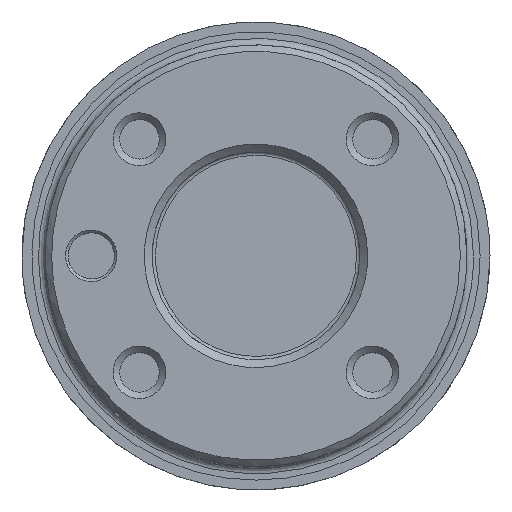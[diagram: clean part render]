
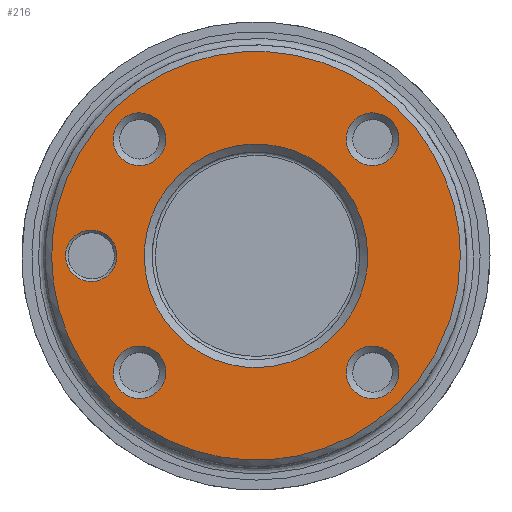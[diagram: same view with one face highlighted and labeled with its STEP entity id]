
A CAD part, top view. The second image highlights one B-rep face of the part: STEP entity #216.
In plain terms, the highlighted free-form (B-spline) face has degree [1, 1] with [2, 2] control points.
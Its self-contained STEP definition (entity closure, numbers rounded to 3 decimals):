
#164 = EDGE_CURVE('',#165,#165,#167,.T.);
#165 = VERTEX_POINT('',#166);
#166 = CARTESIAN_POINT('',(-22.116,0.,
    23.064));
#167 = ( BOUNDED_CURVE() B_SPLINE_CURVE(2,(#168,#169,#170,#171,#172,#173
,#174,#175,#176),.UNSPECIFIED.,.T.,.F.) B_SPLINE_CURVE_WITH_KNOTS((3,2,2
    ,2,3),(-3.142,-1.571,0.,1.571,
3.142),.UNSPECIFIED.) CURVE() GEOMETRIC_REPRESENTATION_ITEM() 
RATIONAL_B_SPLINE_CURVE((1.,0.707,1.,0.707,1.,
0.707,1.,0.707,1.)) REPRESENTATION_ITEM('') );
#168 = CARTESIAN_POINT('',(-22.116,0.,
    23.064));
#169 = CARTESIAN_POINT('',(-22.116,4.089,23.064
    ));
#170 = CARTESIAN_POINT('',(-26.204,4.089,23.064)
  );
#171 = CARTESIAN_POINT('',(-30.293,4.089,23.064
    ));
#172 = CARTESIAN_POINT('',(-30.293,0.,23.064));
#173 = CARTESIAN_POINT('',(-30.293,-4.089,
    23.064));
#174 = CARTESIAN_POINT('',(-26.204,-4.089,23.064
    ));
#175 = CARTESIAN_POINT('',(-22.116,-4.089,
    23.064));
#176 = CARTESIAN_POINT('',(-22.116,0.,
    23.064));
#216 = ADVANCED_FACE('',(#217,#233,#249,#265,#281,#297,#313),#316,.T.);
#217 = FACE_BOUND('',#218,.T.);
#218 = EDGE_LOOP('',(#219));
#219 = ORIENTED_EDGE('',*,*,#220,.F.);
#220 = EDGE_CURVE('',#221,#221,#223,.T.);
#221 = VERTEX_POINT('',#222);
#222 = CARTESIAN_POINT('',(32.499,0.,
    23.064));
#223 = ( BOUNDED_CURVE() B_SPLINE_CURVE(2,(#224,#225,#226,#227,#228,#229
,#230,#231,#232),.UNSPECIFIED.,.T.,.F.) B_SPLINE_CURVE_WITH_KNOTS((3,2,2
    ,2,3),(-3.142,-1.571,0.,1.571,
3.142),.UNSPECIFIED.) CURVE() GEOMETRIC_REPRESENTATION_ITEM() 
RATIONAL_B_SPLINE_CURVE((1.,0.707,1.,0.707,1.,
0.707,1.,0.707,1.)) REPRESENTATION_ITEM('') );
#224 = CARTESIAN_POINT('',(32.499,0.,
    23.064));
#225 = CARTESIAN_POINT('',(32.499,-32.499,
    23.064));
#226 = CARTESIAN_POINT('',(0.,-32.499,
    23.064));
#227 = CARTESIAN_POINT('',(-32.499,-32.499,
    23.064));
#228 = CARTESIAN_POINT('',(-32.499,0.,23.064));
#229 = CARTESIAN_POINT('',(-32.499,32.499,
    23.064));
#230 = CARTESIAN_POINT('',(0.,32.499,
    23.064));
#231 = CARTESIAN_POINT('',(32.499,32.499,
    23.064));
#232 = CARTESIAN_POINT('',(32.499,0.,
    23.064));
#233 = FACE_BOUND('',#234,.T.);
#234 = EDGE_LOOP('',(#235));
#235 = ORIENTED_EDGE('',*,*,#236,.F.);
#236 = EDGE_CURVE('',#237,#237,#239,.T.);
#237 = VERTEX_POINT('',#238);
#238 = CARTESIAN_POINT('',(-14.341,18.535,
    23.064));
#239 = ( BOUNDED_CURVE() B_SPLINE_CURVE(2,(#240,#241,#242,#243,#244,#245
,#246,#247,#248),.UNSPECIFIED.,.T.,.F.) B_SPLINE_CURVE_WITH_KNOTS((3,2,2
    ,2,3),(-3.142,-1.571,0.,1.571,
3.142),.UNSPECIFIED.) CURVE() GEOMETRIC_REPRESENTATION_ITEM() 
RATIONAL_B_SPLINE_CURVE((1.,0.707,1.,0.707,1.,
0.707,1.,0.707,1.)) REPRESENTATION_ITEM('') );
#240 = CARTESIAN_POINT('',(-14.341,18.535,
    23.064));
#241 = CARTESIAN_POINT('',(-14.341,22.728,
    23.064));
#242 = CARTESIAN_POINT('',(-18.535,22.728,
    23.064));
#243 = CARTESIAN_POINT('',(-22.728,22.728,23.064
    ));
#244 = CARTESIAN_POINT('',(-22.728,18.535,23.064
    ));
#245 = CARTESIAN_POINT('',(-22.728,14.341,23.064
    ));
#246 = CARTESIAN_POINT('',(-18.535,14.341,
    23.064));
#247 = CARTESIAN_POINT('',(-14.341,14.341,
    23.064));
#248 = CARTESIAN_POINT('',(-14.341,18.535,
    23.064));
#249 = FACE_BOUND('',#250,.T.);
#250 = EDGE_LOOP('',(#251));
#251 = ORIENTED_EDGE('',*,*,#252,.F.);
#252 = EDGE_CURVE('',#253,#253,#255,.T.);
#253 = VERTEX_POINT('',#254);
#254 = CARTESIAN_POINT('',(22.728,18.535,
    23.064));
#255 = ( BOUNDED_CURVE() B_SPLINE_CURVE(2,(#256,#257,#258,#259,#260,#261
,#262,#263,#264),.UNSPECIFIED.,.T.,.F.) B_SPLINE_CURVE_WITH_KNOTS((3,2,2
    ,2,3),(-3.142,-1.571,0.,1.571,
3.142),.UNSPECIFIED.) CURVE() GEOMETRIC_REPRESENTATION_ITEM() 
RATIONAL_B_SPLINE_CURVE((1.,0.707,1.,0.707,1.,
0.707,1.,0.707,1.)) REPRESENTATION_ITEM('') );
#256 = CARTESIAN_POINT('',(22.728,18.535,
    23.064));
#257 = CARTESIAN_POINT('',(22.728,22.728,
    23.064));
#258 = CARTESIAN_POINT('',(18.535,22.728,
    23.064));
#259 = CARTESIAN_POINT('',(14.341,22.728,
    23.064));
#260 = CARTESIAN_POINT('',(14.341,18.535,
    23.064));
#261 = CARTESIAN_POINT('',(14.341,14.341,
    23.064));
#262 = CARTESIAN_POINT('',(18.535,14.341,
    23.064));
#263 = CARTESIAN_POINT('',(22.728,14.341,
    23.064));
#264 = CARTESIAN_POINT('',(22.728,18.535,
    23.064));
#265 = FACE_BOUND('',#266,.T.);
#266 = EDGE_LOOP('',(#267));
#267 = ORIENTED_EDGE('',*,*,#268,.F.);
#268 = EDGE_CURVE('',#269,#269,#271,.T.);
#269 = VERTEX_POINT('',#270);
#270 = CARTESIAN_POINT('',(17.769,0.,
    23.064));
#271 = ( BOUNDED_CURVE() B_SPLINE_CURVE(2,(#272,#273,#274,#275,#276,#277
,#278,#279,#280),.UNSPECIFIED.,.T.,.F.) B_SPLINE_CURVE_WITH_KNOTS((3,2,2
    ,2,3),(-3.142,-1.571,0.,1.571,
3.142),.UNSPECIFIED.) CURVE() GEOMETRIC_REPRESENTATION_ITEM() 
RATIONAL_B_SPLINE_CURVE((1.,0.707,1.,0.707,1.,
0.707,1.,0.707,1.)) REPRESENTATION_ITEM('') );
#272 = CARTESIAN_POINT('',(17.769,0.,
    23.064));
#273 = CARTESIAN_POINT('',(17.769,17.769,
    23.064));
#274 = CARTESIAN_POINT('',(0.,17.769,
    23.064));
#275 = CARTESIAN_POINT('',(-17.769,17.769,
    23.064));
#276 = CARTESIAN_POINT('',(-17.769,0.,23.064));
#277 = CARTESIAN_POINT('',(-17.769,-17.769,
    23.064));
#278 = CARTESIAN_POINT('',(0.,-17.769,
    23.064));
#279 = CARTESIAN_POINT('',(17.769,-17.769,
    23.064));
#280 = CARTESIAN_POINT('',(17.769,0.,
    23.064));
#281 = FACE_BOUND('',#282,.T.);
#282 = EDGE_LOOP('',(#283));
#283 = ORIENTED_EDGE('',*,*,#284,.F.);
#284 = EDGE_CURVE('',#285,#285,#287,.T.);
#285 = VERTEX_POINT('',#286);
#286 = CARTESIAN_POINT('',(22.728,-18.535,
    23.064));
#287 = ( BOUNDED_CURVE() B_SPLINE_CURVE(2,(#288,#289,#290,#291,#292,#293
,#294,#295,#296),.UNSPECIFIED.,.T.,.F.) B_SPLINE_CURVE_WITH_KNOTS((3,2,2
    ,2,3),(-3.142,-1.571,0.,1.571,
3.142),.UNSPECIFIED.) CURVE() GEOMETRIC_REPRESENTATION_ITEM() 
RATIONAL_B_SPLINE_CURVE((1.,0.707,1.,0.707,1.,
0.707,1.,0.707,1.)) REPRESENTATION_ITEM('') );
#288 = CARTESIAN_POINT('',(22.728,-18.535,
    23.064));
#289 = CARTESIAN_POINT('',(22.728,-14.341,
    23.064));
#290 = CARTESIAN_POINT('',(18.535,-14.341,
    23.064));
#291 = CARTESIAN_POINT('',(14.341,-14.341,
    23.064));
#292 = CARTESIAN_POINT('',(14.341,-18.535,
    23.064));
#293 = CARTESIAN_POINT('',(14.341,-22.728,23.064
    ));
#294 = CARTESIAN_POINT('',(18.535,-22.728,23.064
    ));
#295 = CARTESIAN_POINT('',(22.728,-22.728,23.064
    ));
#296 = CARTESIAN_POINT('',(22.728,-18.535,
    23.064));
#297 = FACE_BOUND('',#298,.T.);
#298 = EDGE_LOOP('',(#299));
#299 = ORIENTED_EDGE('',*,*,#300,.F.);
#300 = EDGE_CURVE('',#301,#301,#303,.T.);
#301 = VERTEX_POINT('',#302);
#302 = CARTESIAN_POINT('',(-14.341,-18.535,
    23.064));
#303 = ( BOUNDED_CURVE() B_SPLINE_CURVE(2,(#304,#305,#306,#307,#308,#309
,#310,#311,#312),.UNSPECIFIED.,.T.,.F.) B_SPLINE_CURVE_WITH_KNOTS((3,2,2
    ,2,3),(-3.142,-1.571,0.,1.571,
3.142),.UNSPECIFIED.) CURVE() GEOMETRIC_REPRESENTATION_ITEM() 
RATIONAL_B_SPLINE_CURVE((1.,0.707,1.,0.707,1.,
0.707,1.,0.707,1.)) REPRESENTATION_ITEM('') );
#304 = CARTESIAN_POINT('',(-14.341,-18.535,
    23.064));
#305 = CARTESIAN_POINT('',(-14.341,-14.341,
    23.064));
#306 = CARTESIAN_POINT('',(-18.535,-14.341,
    23.064));
#307 = CARTESIAN_POINT('',(-22.728,-14.341,23.064
    ));
#308 = CARTESIAN_POINT('',(-22.728,-18.535,23.064
    ));
#309 = CARTESIAN_POINT('',(-22.728,-22.728,23.064)
  );
#310 = CARTESIAN_POINT('',(-18.535,-22.728,23.064
    ));
#311 = CARTESIAN_POINT('',(-14.341,-22.728,23.064
    ));
#312 = CARTESIAN_POINT('',(-14.341,-18.535,
    23.064));
#313 = FACE_BOUND('',#314,.T.);
#314 = EDGE_LOOP('',(#315));
#315 = ORIENTED_EDGE('',*,*,#164,.F.);
#316 = B_SPLINE_SURFACE_WITH_KNOTS('',1,1,(
    (#317,#318)
    ,(#319,#320
    )),.UNSPECIFIED.,.F.,.F.,.F.,(2,2),(2,2),(-3.101,3.101),(-3.101,
    3.101),.PIECEWISE_BEZIER_KNOTS.);
#317 = CARTESIAN_POINT('',(32.509,32.509,
    23.064));
#318 = CARTESIAN_POINT('',(32.509,-32.509,
    23.064));
#319 = CARTESIAN_POINT('',(-32.509,32.509,
    23.064));
#320 = CARTESIAN_POINT('',(-32.509,-32.509,23.064
    ));
